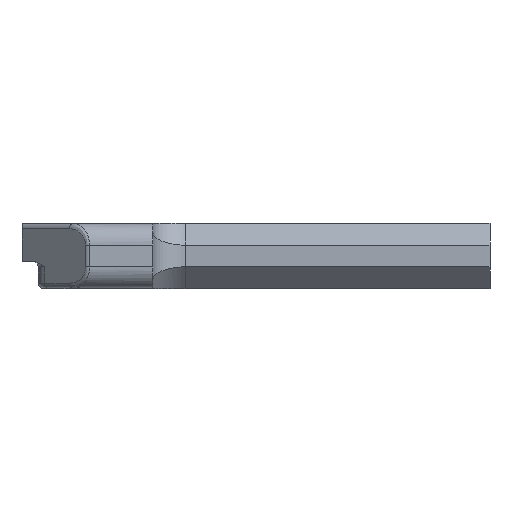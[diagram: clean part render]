
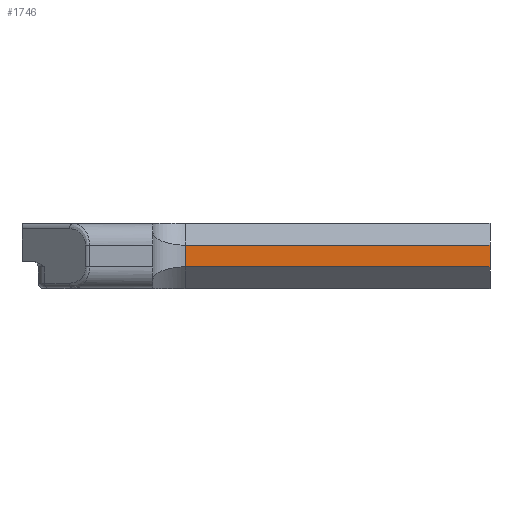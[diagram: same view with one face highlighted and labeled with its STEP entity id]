
A CAD part, left-side view. The second image highlights one B-rep face of the part: STEP entity #1746.
In plain terms, the highlighted planar face has unit normal (-1, 0, 0).
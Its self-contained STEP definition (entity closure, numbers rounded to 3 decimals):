
#18 = EDGE_CURVE ( 'NONE', #1946, #421, #179, .T. ) ;
#59 = LINE ( 'NONE', #372, #1041 ) ;
#179 = LINE ( 'NONE', #1255, #346 ) ;
#234 = CARTESIAN_POINT ( 'NONE',  ( -26.5, 31., -3. ) ) ;
#242 = PLANE ( 'NONE',  #1168 ) ;
#253 = VECTOR ( 'NONE', #459, 1000. ) ;
#346 = VECTOR ( 'NONE', #964, 1000. ) ;
#372 = CARTESIAN_POINT ( 'NONE',  ( -26.5, 28., -1. ) ) ;
#421 = VERTEX_POINT ( 'NONE', #1668 ) ;
#459 = DIRECTION ( 'NONE',  ( 0., 1., 0. ) ) ;
#484 = CARTESIAN_POINT ( 'NONE',  ( -26.5, 31., 1. ) ) ;
#546 = DIRECTION ( 'NONE',  ( 0., 0., 1. ) ) ;
#631 = EDGE_LOOP ( 'NONE', ( #896, #1019, #1048, #1313 ) ) ;
#665 = CARTESIAN_POINT ( 'NONE',  ( -26.5, 28., -1. ) ) ;
#756 = CARTESIAN_POINT ( 'NONE',  ( -26.5, 0., 1. ) ) ;
#855 = DIRECTION ( 'NONE',  ( 0., 1., 0. ) ) ;
#896 = ORIENTED_EDGE ( 'NONE', *, *, #1181, .T. ) ;
#964 = DIRECTION ( 'NONE',  ( 0., -1., 0. ) ) ;
#1003 = FACE_OUTER_BOUND ( 'NONE', #631, .T. ) ;
#1019 = ORIENTED_EDGE ( 'NONE', *, *, #1929, .T. ) ;
#1041 = VECTOR ( 'NONE', #1925, 1000. ) ;
#1048 = ORIENTED_EDGE ( 'NONE', *, *, #18, .T. ) ;
#1168 = AXIS2_PLACEMENT_3D ( 'NONE', #234, #1176, #855 ) ;
#1176 = DIRECTION ( 'NONE',  ( 1., 0., 0. ) ) ;
#1181 = EDGE_CURVE ( 'NONE', #1209, #1842, #1223, .T. ) ;
#1209 = VERTEX_POINT ( 'NONE', #756 ) ;
#1223 = LINE ( 'NONE', #484, #253 ) ;
#1255 = CARTESIAN_POINT ( 'NONE',  ( -26.5, 31., -1. ) ) ;
#1300 = CARTESIAN_POINT ( 'NONE',  ( -26.5, 0., -3. ) ) ;
#1313 = ORIENTED_EDGE ( 'NONE', *, *, #1957, .T. ) ;
#1315 = LINE ( 'NONE', #1300, #1553 ) ;
#1548 = CARTESIAN_POINT ( 'NONE',  ( -26.5, 28., 1. ) ) ;
#1553 = VECTOR ( 'NONE', #546, 1000. ) ;
#1668 = CARTESIAN_POINT ( 'NONE',  ( -26.5, 0., -1. ) ) ;
#1746 = ADVANCED_FACE ( 'NONE', ( #1003 ), #242, .F. ) ;
#1842 = VERTEX_POINT ( 'NONE', #1548 ) ;
#1925 = DIRECTION ( 'NONE',  ( 0., 0., -1. ) ) ;
#1929 = EDGE_CURVE ( 'NONE', #1842, #1946, #59, .T. ) ;
#1946 = VERTEX_POINT ( 'NONE', #665 ) ;
#1957 = EDGE_CURVE ( 'NONE', #421, #1209, #1315, .T. ) ;
